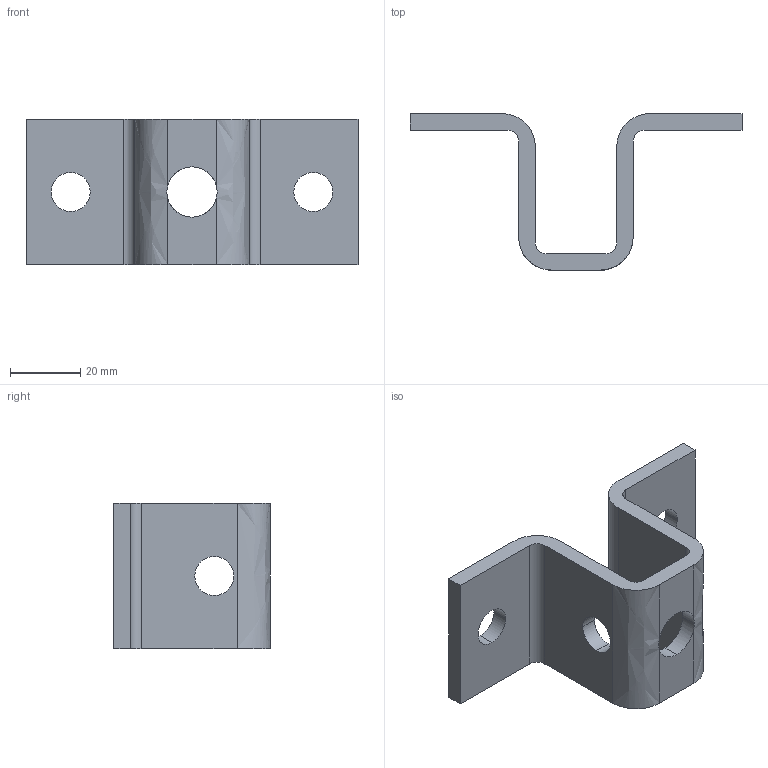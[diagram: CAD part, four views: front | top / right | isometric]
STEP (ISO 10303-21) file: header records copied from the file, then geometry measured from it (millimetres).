
FILE_DESCRIPTION(('TurboCAD Mac Pro'),'Build 980');
FILE_NAME('P2682.stp',' ',(''),(''),'ACIS Interop','IMSI','TurboCAD Mac Pro BY IMSI, INCORPORATED');
FILE_SCHEMA(('automotive_design'));
Length unit declared in the file: inch
Products named in the file (1): 1
Bounding box: 94.46 x 44.47 x 41.27 mm (x, y, z)
Volume: 28315 mm3; surface area: 15132.8 mm2
Topology: 1 solids, 1 shells, 43 faces, 126 edges, 84 vertices
Faces by surface type: bspline 28, plane 15
Entity records: 2270 total; most frequent: CARTESIAN_POINT 630, ORIENTED_EDGE 252, EDGE_CURVE 126, STYLED_ITEM 106, PRESENTATION_STYLE_ASSIGNMENT 106, COLOUR_RGB 106, DIRECTION 98, VERTEX_POINT 84
